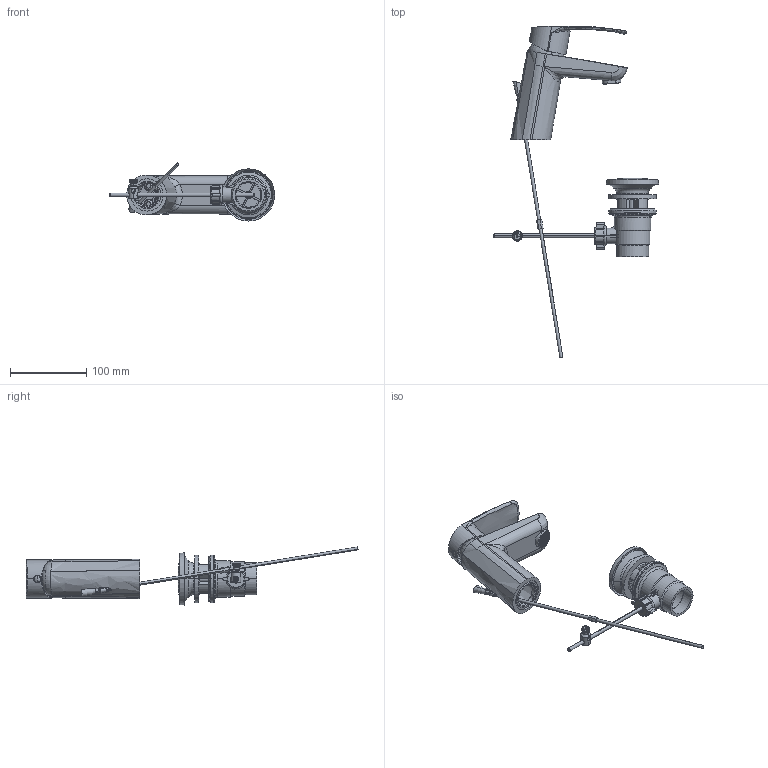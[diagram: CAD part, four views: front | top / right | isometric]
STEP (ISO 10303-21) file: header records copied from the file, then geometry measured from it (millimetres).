
FILE_DESCRIPTION (( 'STEP AP203' ), '1' );
FILE_NAME ('57AP06062.STEP', '2021-10-04T06:28:07', ( '' ), ( '' ), 'SwSTEP 2.0', 'SolidWorks 2021', '' );
FILE_SCHEMA (( 'CONFIG_CONTROL_DESIGN' ));
Products named in the file (1): 57AP06062
Bounding box: 216.59 x 435.09 x 76.18 mm (x, y, z)
Volume: 256938.7 mm3; surface area: 183251.3 mm2
Topology: 26 solids, 26 shells, 1933 faces, 5178 edges, 3354 vertices
Faces by surface type: plane 1133, cylinder 364, bspline 275, cone 87, torus 64, sphere 10
Entity records: 115285 total; most frequent: CARTESIAN_POINT 69326, ORIENTED_EDGE 10342, DIRECTION 8364, EDGE_CURVE 5171, VERTEX_POINT 3351, LINE 3216, VECTOR 3216, AXIS2_PLACEMENT_3D 2574
